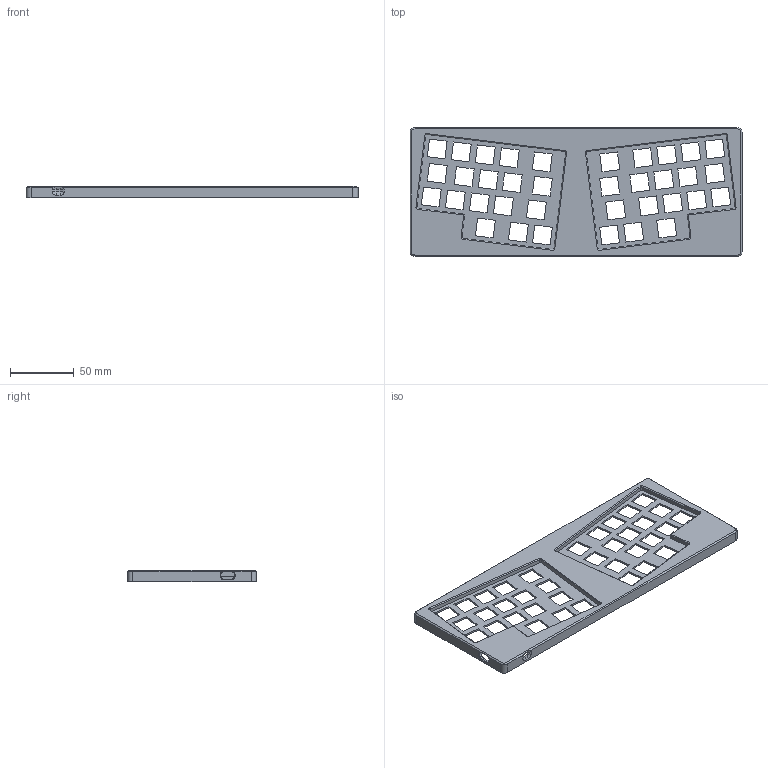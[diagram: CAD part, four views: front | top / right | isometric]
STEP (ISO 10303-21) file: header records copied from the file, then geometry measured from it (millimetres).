
FILE_DESCRIPTION(/* description */ ('STEP AP242','CAx-IF Rec.Pracs.---Representation and Presentation of Product Manufacturing Information (PMI)---4.0---2014-10-13','CAx-IF Rec.Pracs.---3D Tessellated Geometry---0.4---2014-09-14','2;1'),/* implementation_level */ '2;1');
FILE_NAME(/* name */ '6799d0700042d84b6b1eedd0',/* time_stamp */ '2025-01-29T06:53:36Z',/* author */ (''),/* organization */ (''),/* preprocessor_version */ 'ST-DEVELOPER v20',/* originating_system */ 'ONSHAPE BY PTC INC, 1.192',/* authorisation */ ' ');
FILE_SCHEMA (('AP242_MANAGED_MODEL_BASED_3D_ENGINEERING_MIM_LF { 1 0 10303 442 1 1 4 }'));
Length unit declared in the file: metre
Products named in the file (1): top
Bounding box: 260.62 x 101 x 9.2 mm (x, y, z)
Volume: 64565.6 mm3; surface area: 54398 mm2
Topology: 1 solids, 1 shells, 284 faces, 778 edges, 504 vertices
Faces by surface type: plane 234, bspline 32, cylinder 12, cone 6
Full cylindrical faces by diameter (mm): 3 x6
Entity records: 9446 total; most frequent: CARTESIAN_POINT 2409, ORIENTED_EDGE 1544, DIRECTION 1194, EDGE_CURVE 772, LINE 624, VECTOR 624, VERTEX_POINT 504, EDGE_LOOP 374
